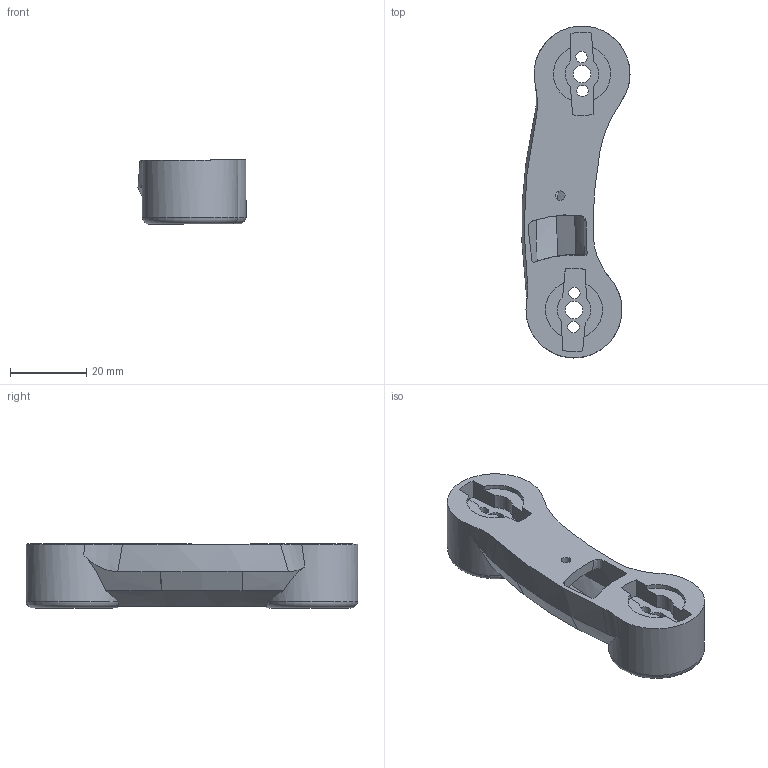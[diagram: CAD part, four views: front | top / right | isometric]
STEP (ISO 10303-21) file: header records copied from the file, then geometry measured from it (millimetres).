
FILE_DESCRIPTION(/* description */ (''),/* implementation_level */ '2;1');
FILE_NAME(/* name */ 'Antebrazo.step',/* time_stamp */ '2024-08-16T11:25:23-05:00',/* author */ (''),/* organization */ (''),/* preprocessor_version */ 'ST-DEVELOPER v20',/* originating_system */ 'Autodesk Translation Framework v13.14.0.145',/* authorisation */ '');
FILE_SCHEMA (('AUTOMOTIVE_DESIGN { 1 0 10303 214 3 1 1 }'));
Length unit declared in the file: millimetre
Products named in the file (1): Antebrazo
Bounding box: 28.38 x 87.16 x 16.81 mm (x, y, z)
Volume: 16545.9 mm3; surface area: 9427.5 mm2
Topology: 1 solids, 1 shells, 119 faces, 340 edges, 226 vertices
Faces by surface type: bspline 41, cylinder 40, plane 34, cone 2, torus 2
Full cylindrical faces by diameter (mm): 2.5 x1, 3 x4, 4.6 x2, 19.2 x2
Entity records: 6476 total; most frequent: CARTESIAN_POINT 3707, ORIENTED_EDGE 680, DIRECTION 393, EDGE_CURVE 340, VERTEX_POINT 226, B_SPLINE_CURVE_WITH_KNOTS 167, AXIS2_PLACEMENT_3D 151, EDGE_LOOP 138
